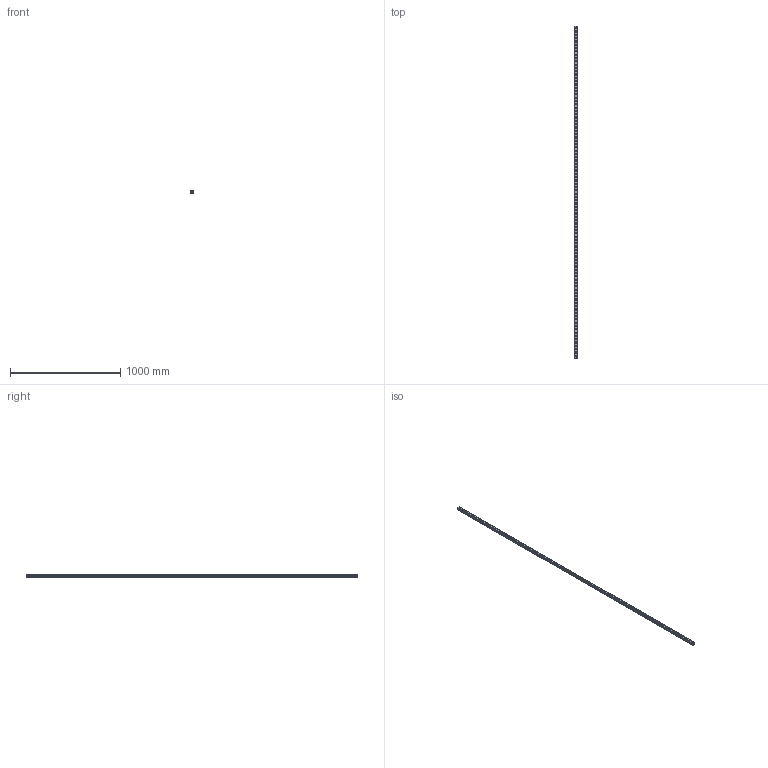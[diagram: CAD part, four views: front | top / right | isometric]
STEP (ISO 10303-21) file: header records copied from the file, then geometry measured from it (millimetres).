
FILE_DESCRIPTION(('STEP AP214'),'1');
FILE_NAME('cctmp_5BCD1E2A-DCC1-4AC9-BE46-1A523C01E54E_2021_03_11_10_21_48_0505..stp','2021-03-11T09:21:48',('HIWIN GmbH'),('CADClick - www.CADClick.com'),'Spatial InterOp 3D',' ','unknown authorization');
FILE_SCHEMA(('AUTOMOTIVE_DESIGN'));
Length unit declared in the file: millimetre
Products named in the file (1): RGR25R3010H_FILE
Bounding box: 23 x 3010 x 23.6 mm (x, y, z)
Volume: 1207508.5 mm3; surface area: 373274.3 mm2
Topology: 1 solids, 1 shells, 1017 faces, 2133 edges, 1422 vertices
Faces by surface type: cylinder 618, plane 399
Entity records: 35923 total; most frequent: DIRECTION 5405, CARTESIAN_POINT 4573, ORIENTED_EDGE 4266, AXIS2_PLACEMENT_3D 2254, EDGE_CURVE 2133, VERTEX_POINT 1422, EDGE_LOOP 1321, CIRCLE 1236
